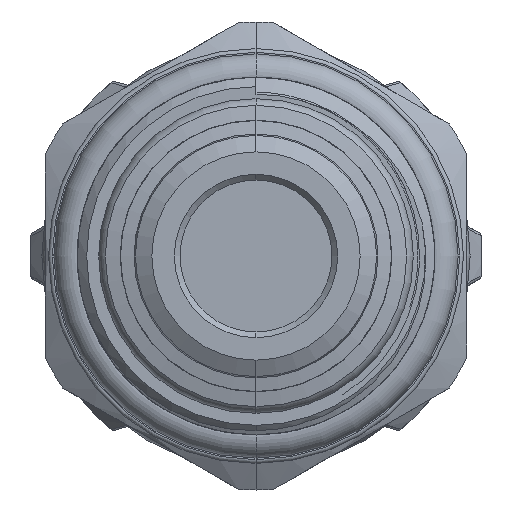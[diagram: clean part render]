
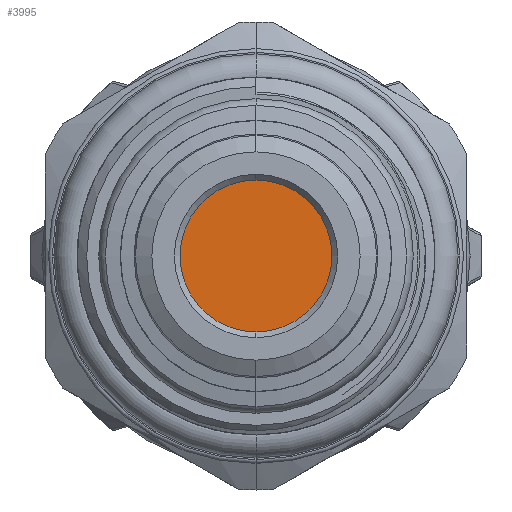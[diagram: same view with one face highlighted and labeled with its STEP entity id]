
A CAD part, left-side view. The second image highlights one B-rep face of the part: STEP entity #3995.
In plain terms, the highlighted planar face has unit normal (-1, 0, 0).
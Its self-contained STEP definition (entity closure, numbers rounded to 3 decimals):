
#143 = DIRECTION ( 'NONE',  ( 0., 0., 1. ) ) ;
#739 = CIRCLE ( 'NONE', #6795, 4. ) ;
#1001 = DIRECTION ( 'NONE',  ( 0., 0., 1. ) ) ;
#1595 = EDGE_LOOP ( 'NONE', ( #11872, #9744 ) ) ;
#2565 = DIRECTION ( 'NONE',  ( 1., 0., 0. ) ) ;
#3730 = CARTESIAN_POINT ( 'NONE',  ( -36.321, 0., 0. ) ) ;
#3995 = ADVANCED_FACE ( 'NONE', ( #8414 ), #11618, .T. ) ;
#4559 = EDGE_CURVE ( 'NONE', #10263, #9711, #739, .T. ) ;
#5651 = CARTESIAN_POINT ( 'NONE',  ( -36.321, 0., 0. ) ) ;
#6273 = CARTESIAN_POINT ( 'NONE',  ( -36.321, 0., 0. ) ) ;
#6795 = AXIS2_PLACEMENT_3D ( 'NONE', #6273, #2565, #13320 ) ;
#6968 = CARTESIAN_POINT ( 'NONE',  ( -36.321, 0., -4. ) ) ;
#7293 = AXIS2_PLACEMENT_3D ( 'NONE', #5651, #15268, #1001 ) ;
#8414 = FACE_OUTER_BOUND ( 'NONE', #1595, .T. ) ;
#9658 = AXIS2_PLACEMENT_3D ( 'NONE', #3730, #14435, #143 ) ;
#9711 = VERTEX_POINT ( 'NONE', #12919 ) ;
#9744 = ORIENTED_EDGE ( 'NONE', *, *, #4559, .F. ) ;
#10263 = VERTEX_POINT ( 'NONE', #6968 ) ;
#11193 = CIRCLE ( 'NONE', #9658, 4. ) ;
#11618 = PLANE ( 'NONE',  #7293 ) ;
#11872 = ORIENTED_EDGE ( 'NONE', *, *, #14405, .F. ) ;
#12919 = CARTESIAN_POINT ( 'NONE',  ( -36.321, 0., 4. ) ) ;
#13320 = DIRECTION ( 'NONE',  ( 0., 0., 1. ) ) ;
#14405 = EDGE_CURVE ( 'NONE', #9711, #10263, #11193, .T. ) ;
#14435 = DIRECTION ( 'NONE',  ( 1., 0., 0. ) ) ;
#15268 = DIRECTION ( 'NONE',  ( -1., 0., 0. ) ) ;
